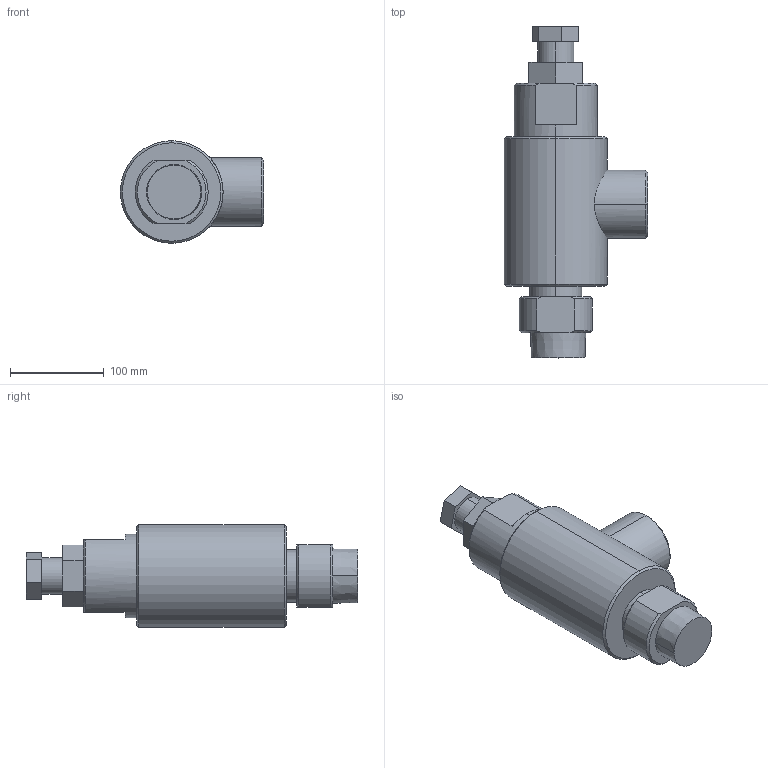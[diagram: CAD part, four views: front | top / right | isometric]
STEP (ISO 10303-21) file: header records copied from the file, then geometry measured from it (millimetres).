
FILE_DESCRIPTION (( 'STEP AP214' ), '1' );
FILE_NAME ('890713.STEP', '2014-09-16T19:07:17', ( '' ), ( '' ), 'SwSTEP 2.0', 'SolidWorks 2014', '' );
FILE_SCHEMA (( 'AUTOMOTIVE_DESIGN' ));
Length unit declared in the file: inch
Products named in the file (1): 890713
Bounding box: 152.91 x 354.08 x 109.57 mm (x, y, z)
Volume: 2332675 mm3; surface area: 134900.7 mm2
Topology: 1 solids, 1 shells, 61 faces, 142 edges, 91 vertices
Faces by surface type: plane 29, cone 18, cylinder 14
Entity records: 1974 total; most frequent: CARTESIAN_POINT 475, DIRECTION 300, ORIENTED_EDGE 280, EDGE_CURVE 140, AXIS2_PLACEMENT_3D 112, VERTEX_POINT 91, LINE 76, VECTOR 76
